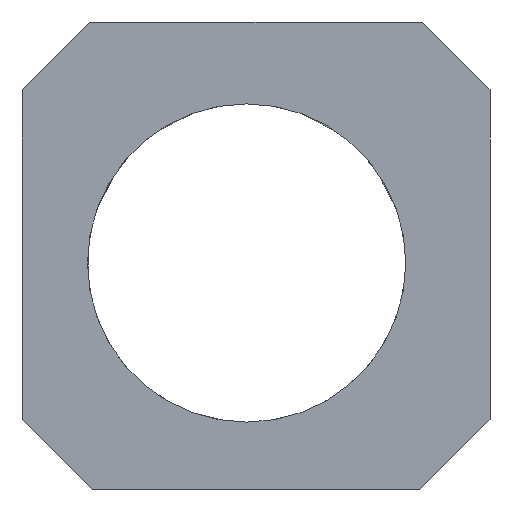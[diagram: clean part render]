
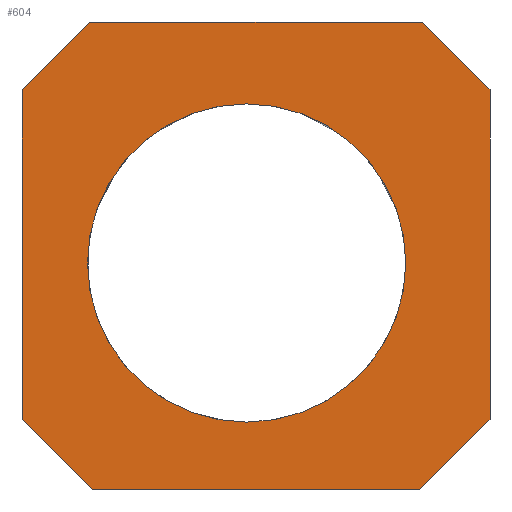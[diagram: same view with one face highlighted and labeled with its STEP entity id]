
A CAD part, front view. The second image highlights one B-rep face of the part: STEP entity #604.
In plain terms, the highlighted planar face has unit normal (0, -1, 0).
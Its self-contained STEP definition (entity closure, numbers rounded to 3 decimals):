
#3 = LINE ( 'NONE', #754, #208 ) ;
#21 = AXIS2_PLACEMENT_3D ( 'NONE', #455, #837, #170 ) ;
#30 = VERTEX_POINT ( 'NONE', #469 ) ;
#32 = EDGE_CURVE ( 'NONE', #30, #178, #3, .T. ) ;
#39 = LINE ( 'NONE', #407, #776 ) ;
#40 = AXIS2_PLACEMENT_3D ( 'NONE', #273, #747, #179 ) ;
#90 = CARTESIAN_POINT ( 'NONE',  ( -3.35, -7.222, 5.15 ) ) ;
#102 = ORIENTED_EDGE ( 'NONE', *, *, #1186, .T. ) ;
#118 = CARTESIAN_POINT ( 'NONE',  ( -3.3, -7.222, -4.85 ) ) ;
#150 = EDGE_LOOP ( 'NONE', ( #965, #228 ) ) ;
#163 = EDGE_CURVE ( 'NONE', #178, #790, #39, .T. ) ;
#166 = DIRECTION ( 'NONE',  ( 0.707, 0., 0.707 ) ) ;
#170 = DIRECTION ( 'NONE',  ( 0., 0., -1. ) ) ;
#178 = VERTEX_POINT ( 'NONE', #1020 ) ;
#179 = DIRECTION ( 'NONE',  ( 0., 0., -1. ) ) ;
#182 = VERTEX_POINT ( 'NONE', #852 ) ;
#198 = DIRECTION ( 'NONE',  ( 0., 0., -1. ) ) ;
#208 = VECTOR ( 'NONE', #280, 1000. ) ;
#216 = ORIENTED_EDGE ( 'NONE', *, *, #32, .F. ) ;
#226 = ORIENTED_EDGE ( 'NONE', *, *, #429, .T. ) ;
#228 = ORIENTED_EDGE ( 'NONE', *, *, #624, .F. ) ;
#231 = EDGE_CURVE ( 'NONE', #701, #815, #835, .T. ) ;
#249 = CARTESIAN_POINT ( 'NONE',  ( 3.75, -7.222, 5.15 ) ) ;
#264 = DIRECTION ( 'NONE',  ( 0., 0., 1. ) ) ;
#269 = ORIENTED_EDGE ( 'NONE', *, *, #163, .F. ) ;
#273 = CARTESIAN_POINT ( 'NONE',  ( 0., -7.222, 0. ) ) ;
#280 = DIRECTION ( 'NONE',  ( 0.707, 0., -0.707 ) ) ;
#324 = EDGE_CURVE ( 'NONE', #1227, #30, #1178, .T. ) ;
#352 = CARTESIAN_POINT ( 'NONE',  ( 0., -7.222, 0. ) ) ;
#370 = ORIENTED_EDGE ( 'NONE', *, *, #324, .F. ) ;
#385 = VERTEX_POINT ( 'NONE', #806 ) ;
#387 = VECTOR ( 'NONE', #166, 1000. ) ;
#392 = CIRCLE ( 'NONE', #1075, 3.4 ) ;
#407 = CARTESIAN_POINT ( 'NONE',  ( 5.2, -7.222, 3.5 ) ) ;
#429 = EDGE_CURVE ( 'NONE', #761, #385, #979, .T. ) ;
#455 = CARTESIAN_POINT ( 'NONE',  ( 0., -7.222, 0. ) ) ;
#469 = CARTESIAN_POINT ( 'NONE',  ( 3.75, -7.222, 5.15 ) ) ;
#472 = ORIENTED_EDGE ( 'NONE', *, *, #528, .T. ) ;
#483 = CARTESIAN_POINT ( 'NONE',  ( 0., -7.222, -3.4 ) ) ;
#528 = EDGE_CURVE ( 'NONE', #701, #761, #563, .T. ) ;
#537 = EDGE_LOOP ( 'NONE', ( #472, #226, #102, #269, #216, #370, #1048, #848 ) ) ;
#559 = VECTOR ( 'NONE', #893, 1000. ) ;
#563 = LINE ( 'NONE', #915, #672 ) ;
#569 = EDGE_CURVE ( 'NONE', #182, #647, #392, .T. ) ;
#591 = CARTESIAN_POINT ( 'NONE',  ( -4.8, -7.222, -3.35 ) ) ;
#601 = CARTESIAN_POINT ( 'NONE',  ( 5.2, -7.222, -3.35 ) ) ;
#604 = ADVANCED_FACE ( 'NONE', ( #1029, #1023 ), #1014, .T. ) ;
#609 = CIRCLE ( 'NONE', #40, 3.4 ) ;
#611 = EDGE_CURVE ( 'NONE', #815, #1227, #929, .T. ) ;
#624 = EDGE_CURVE ( 'NONE', #647, #182, #609, .T. ) ;
#647 = VERTEX_POINT ( 'NONE', #483 ) ;
#654 = CARTESIAN_POINT ( 'NONE',  ( -4.8, -7.222, 0. ) ) ;
#672 = VECTOR ( 'NONE', #923, 1000. ) ;
#701 = VERTEX_POINT ( 'NONE', #591 ) ;
#718 = DIRECTION ( 'NONE',  ( 1., 0., 0. ) ) ;
#726 = DIRECTION ( 'NONE',  ( 0., 0., -1. ) ) ;
#741 = DIRECTION ( 'NONE',  ( 0., -1., 0. ) ) ;
#747 = DIRECTION ( 'NONE',  ( 0., -1., 0. ) ) ;
#754 = CARTESIAN_POINT ( 'NONE',  ( 5.2, -7.222, 3.7 ) ) ;
#761 = VERTEX_POINT ( 'NONE', #118 ) ;
#776 = VECTOR ( 'NONE', #198, 1000. ) ;
#790 = VERTEX_POINT ( 'NONE', #601 ) ;
#806 = CARTESIAN_POINT ( 'NONE',  ( 3.7, -7.222, -4.85 ) ) ;
#808 = CARTESIAN_POINT ( 'NONE',  ( -3.35, -7.222, 5.15 ) ) ;
#815 = VERTEX_POINT ( 'NONE', #894 ) ;
#835 = LINE ( 'NONE', #654, #966 ) ;
#837 = DIRECTION ( 'NONE',  ( 0., -1., 0. ) ) ;
#848 = ORIENTED_EDGE ( 'NONE', *, *, #231, .F. ) ;
#852 = CARTESIAN_POINT ( 'NONE',  ( 0., -7.222, 3.4 ) ) ;
#893 = DIRECTION ( 'NONE',  ( 1., 0., 0. ) ) ;
#894 = CARTESIAN_POINT ( 'NONE',  ( -4.8, -7.222, 3.7 ) ) ;
#915 = CARTESIAN_POINT ( 'NONE',  ( -3.3, -7.222, -4.85 ) ) ;
#923 = DIRECTION ( 'NONE',  ( 0.707, 0., -0.707 ) ) ;
#929 = LINE ( 'NONE', #90, #976 ) ;
#965 = ORIENTED_EDGE ( 'NONE', *, *, #569, .F. ) ;
#966 = VECTOR ( 'NONE', #264, 1000. ) ;
#976 = VECTOR ( 'NONE', #1224, 1000. ) ;
#979 = LINE ( 'NONE', #1069, #1107 ) ;
#1004 = LINE ( 'NONE', #1203, #387 ) ;
#1014 = PLANE ( 'NONE',  #21 ) ;
#1020 = CARTESIAN_POINT ( 'NONE',  ( 5.2, -7.222, 3.7 ) ) ;
#1023 = FACE_BOUND ( 'NONE', #150, .T. ) ;
#1029 = FACE_OUTER_BOUND ( 'NONE', #537, .T. ) ;
#1048 = ORIENTED_EDGE ( 'NONE', *, *, #611, .F. ) ;
#1069 = CARTESIAN_POINT ( 'NONE',  ( -4.75, -7.222, -4.85 ) ) ;
#1075 = AXIS2_PLACEMENT_3D ( 'NONE', #352, #741, #726 ) ;
#1107 = VECTOR ( 'NONE', #718, 1000. ) ;
#1178 = LINE ( 'NONE', #249, #559 ) ;
#1186 = EDGE_CURVE ( 'NONE', #385, #790, #1004, .T. ) ;
#1203 = CARTESIAN_POINT ( 'NONE',  ( 3.7, -7.222, -4.85 ) ) ;
#1224 = DIRECTION ( 'NONE',  ( 0.707, 0., 0.707 ) ) ;
#1227 = VERTEX_POINT ( 'NONE', #808 ) ;
